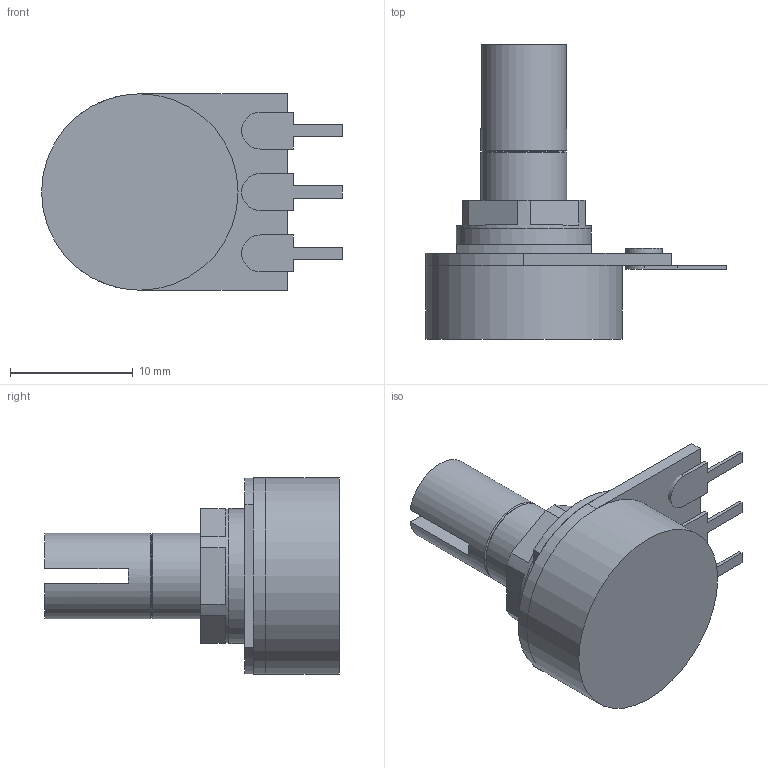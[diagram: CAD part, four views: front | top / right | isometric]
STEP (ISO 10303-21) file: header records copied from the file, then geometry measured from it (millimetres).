
FILE_DESCRIPTION(/* description */ (''),/* implementation_level */ '2;1');
FILE_NAME(/* name */ 'Potentiometer.step',/* time_stamp */ '2021-11-22T23:05:43+01:00',/* author */ (''),/* organization */ (''),/* preprocessor_version */ 'ST-DEVELOPER v18.1',/* originating_system */ 'Autodesk Translation Framework v10.10.0.1391',/* authorisation */ '');
FILE_SCHEMA (('AUTOMOTIVE_DESIGN { 1 0 10303 214 3 1 1 }'));
Length unit declared in the file: millimetre
Products named in the file (3): Potentiometer; Rotary top; Nut and washer
Assembly tree (2 placements, depth 2):
  Potentiometer
    Rotary top
    Nut and washer
Bounding box: 24.5 x 24 x 16 mm (x, y, z)
Volume: 2410.6 mm3; surface area: 2629.4 mm2
Topology: 8 solids, 8 shells, 78 faces, 178 edges, 117 vertices
Faces by surface type: plane 64, cylinder 12, cone 2
Full cylindrical faces by diameter (mm): 3 x3, 7 x3, 11 x2, 16 x1
Entity records: 2311 total; most frequent: DIRECTION 393, CARTESIAN_POINT 378, ORIENTED_EDGE 356, EDGE_CURVE 178, AXIS2_PLACEMENT_3D 132, LINE 129, VECTOR 129, VERTEX_POINT 117
